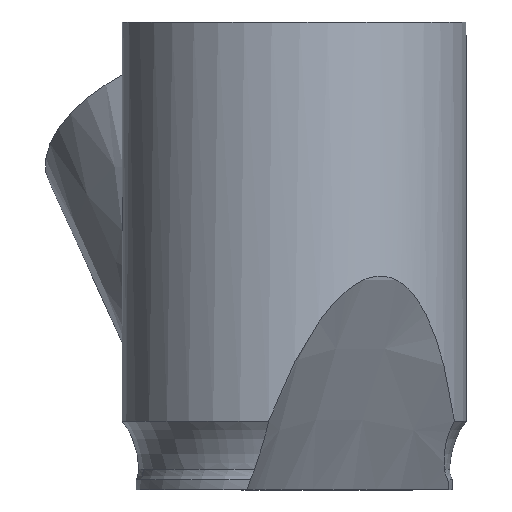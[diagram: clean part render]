
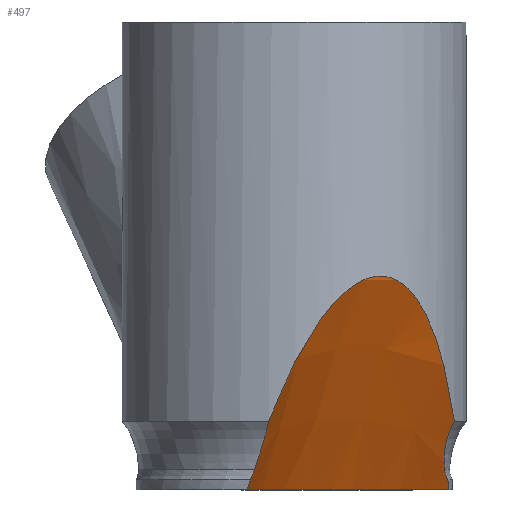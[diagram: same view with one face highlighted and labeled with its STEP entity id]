
A CAD part, left-side view. The second image highlights one B-rep face of the part: STEP entity #497.
In plain terms, the highlighted conical face has half-angle 4.456 degrees and reference radius 44.258 mm.
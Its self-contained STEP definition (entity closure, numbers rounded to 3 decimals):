
#56=CONICAL_SURFACE('',#547,44.257,0.078);
#72=FACE_OUTER_BOUND('',#101,.T.);
#101=EDGE_LOOP('',(#387,#388,#389,#390,#391,#392,#393,#394,#395));
#128=ELLIPSE('',#548,56.688,46.367);
#162=B_SPLINE_CURVE_WITH_KNOTS('',3,(#2164,#2165,#2166,#2167,#2168,#2169,
#2170,#2171,#2172,#2173,#2174,#2175,#2176,#2177,#2178,#2179),
 .UNSPECIFIED.,.F.,.F.,(4,2,2,2,2,2,2,4),(9.887,10.132,
10.377,10.867,11.764,12.66,14.439,
15.267),.UNSPECIFIED.);
#163=B_SPLINE_CURVE_WITH_KNOTS('',3,(#2181,#2182,#2183,#2184,#2185,#2186,
#2187,#2188,#2189,#2190,#2191,#2192,#2193,#2194,#2195,#2196),
 .UNSPECIFIED.,.F.,.F.,(4,2,2,2,2,2,2,4),(4.507,5.335,
7.114,8.01,8.907,9.397,9.642,
9.887),.UNSPECIFIED.);
#164=B_SPLINE_CURVE_WITH_KNOTS('',3,(#2198,#2199,#2200,#2201,#2202,#2203,
#2204,#2205),.UNSPECIFIED.,.F.,.F.,(4,2,2,4),(-2.251,-1.579,
-0.913,-0.665),.UNSPECIFIED.);
#165=B_SPLINE_CURVE_WITH_KNOTS('',3,(#2207,#2208,#2209,#2210,#2211,#2212),
 .UNSPECIFIED.,.F.,.F.,(4,2,4),(-0.329,-0.278,0.),
 .UNSPECIFIED.);
#166=B_SPLINE_CURVE_WITH_KNOTS('',3,(#2214,#2215,#2216,#2217),
 .UNSPECIFIED.,.F.,.F.,(4,4),(3.99,4.283),
 .UNSPECIFIED.);
#167=B_SPLINE_CURVE_WITH_KNOTS('',3,(#2221,#2222,#2223,#2224),
 .UNSPECIFIED.,.F.,.F.,(4,4),(1.917,2.209),
 .UNSPECIFIED.);
#168=B_SPLINE_CURVE_WITH_KNOTS('',3,(#2226,#2227,#2228,#2229,#2230,#2231,
#2232,#2233),.UNSPECIFIED.,.F.,.F.,(4,2,2,4),(-2.088,-1.926,
-1.765,-1.76),.UNSPECIFIED.);
#169=B_SPLINE_CURVE_WITH_KNOTS('',3,(#2234,#2235,#2236,#2237,#2238,#2239),
 .UNSPECIFIED.,.F.,.F.,(4,2,4),(-1.503,-1.026,0.),
 .UNSPECIFIED.);
#211=VERTEX_POINT('',#2162);
#212=VERTEX_POINT('',#2163);
#213=VERTEX_POINT('',#2180);
#214=VERTEX_POINT('',#2197);
#215=VERTEX_POINT('',#2206);
#216=VERTEX_POINT('',#2213);
#217=VERTEX_POINT('',#2218);
#218=VERTEX_POINT('',#2220);
#219=VERTEX_POINT('',#2225);
#277=EDGE_CURVE('',#211,#212,#162,.T.);
#278=EDGE_CURVE('',#213,#211,#163,.T.);
#279=EDGE_CURVE('',#214,#213,#164,.T.);
#280=EDGE_CURVE('',#215,#214,#165,.T.);
#281=EDGE_CURVE('',#216,#215,#166,.T.);
#282=EDGE_CURVE('',#217,#216,#128,.T.);
#283=EDGE_CURVE('',#218,#217,#167,.T.);
#284=EDGE_CURVE('',#219,#218,#168,.T.);
#285=EDGE_CURVE('',#212,#219,#169,.T.);
#387=ORIENTED_EDGE('',*,*,#277,.F.);
#388=ORIENTED_EDGE('',*,*,#278,.F.);
#389=ORIENTED_EDGE('',*,*,#279,.F.);
#390=ORIENTED_EDGE('',*,*,#280,.F.);
#391=ORIENTED_EDGE('',*,*,#281,.F.);
#392=ORIENTED_EDGE('',*,*,#282,.F.);
#393=ORIENTED_EDGE('',*,*,#283,.F.);
#394=ORIENTED_EDGE('',*,*,#284,.F.);
#395=ORIENTED_EDGE('',*,*,#285,.F.);
#497=ADVANCED_FACE('',(#72),#56,.F.);
#547=AXIS2_PLACEMENT_3D('',#2161,#622,#623);
#548=AXIS2_PLACEMENT_3D('',#2219,#624,#625);
#622=DIRECTION('center_axis',(-0.497,-0.287,0.819));
#623=DIRECTION('ref_axis',(0.709,0.41,0.574));
#624=DIRECTION('center_axis',(0.,0.,1.));
#625=DIRECTION('ref_axis',(-0.866,-0.5,0.));
#2161=CARTESIAN_POINT('Origin',(-44.981,-25.97,-21.45));
#2162=CARTESIAN_POINT('',(-43.301,-25.,62.085));
#2163=CARTESIAN_POINT('',(-18.288,-46.535,20.));
#2164=CARTESIAN_POINT('Ctrl Pts',(-43.301,-25.,62.085));
#2165=CARTESIAN_POINT('Ctrl Pts',(-42.893,-25.707,62.085));
#2166=CARTESIAN_POINT('Ctrl Pts',(-42.453,-26.428,62.01));
#2167=CARTESIAN_POINT('Ctrl Pts',(-41.536,-27.847,61.698));
#2168=CARTESIAN_POINT('Ctrl Pts',(-41.059,-28.545,61.462));
#2169=CARTESIAN_POINT('Ctrl Pts',(-39.617,-30.549,60.552));
#2170=CARTESIAN_POINT('Ctrl Pts',(-38.639,-31.762,59.666));
#2171=CARTESIAN_POINT('Ctrl Pts',(-36.16,-34.619,57.009));
#2172=CARTESIAN_POINT('Ctrl Pts',(-34.517,-36.233,54.725));
#2173=CARTESIAN_POINT('Ctrl Pts',(-31.399,-38.967,49.729));
#2174=CARTESIAN_POINT('Ctrl Pts',(-29.922,-40.089,47.019));
#2175=CARTESIAN_POINT('Ctrl Pts',(-26.074,-42.777,39.437));
#2176=CARTESIAN_POINT('Ctrl Pts',(-23.662,-44.119,33.939));
#2177=CARTESIAN_POINT('Ctrl Pts',(-20.319,-45.7,25.508));
#2178=CARTESIAN_POINT('Ctrl Pts',(-19.287,-46.143,22.773));
#2179=CARTESIAN_POINT('Ctrl Pts',(-18.288,-46.535,20.));
#2180=CARTESIAN_POINT('',(-49.445,7.43,20.));
#2181=CARTESIAN_POINT('Ctrl Pts',(-49.445,7.43,20.));
#2182=CARTESIAN_POINT('Ctrl Pts',(-49.604,6.368,22.773));
#2183=CARTESIAN_POINT('Ctrl Pts',(-49.737,5.253,25.508));
#2184=CARTESIAN_POINT('Ctrl Pts',(-50.039,1.567,33.939));
#2185=CARTESIAN_POINT('Ctrl Pts',(-50.083,-1.192,39.437));
#2186=CARTESIAN_POINT('Ctrl Pts',(-49.679,-5.869,47.019));
#2187=CARTESIAN_POINT('Ctrl Pts',(-49.446,-7.709,49.729));
#2188=CARTESIAN_POINT('Ctrl Pts',(-48.638,-11.776,54.725));
#2189=CARTESIAN_POINT('Ctrl Pts',(-48.061,-14.006,57.009));
#2190=CARTESIAN_POINT('Ctrl Pts',(-46.826,-17.581,59.666));
#2191=CARTESIAN_POINT('Ctrl Pts',(-46.264,-19.034,60.552));
#2192=CARTESIAN_POINT('Ctrl Pts',(-45.251,-21.285,61.462));
#2193=CARTESIAN_POINT('Ctrl Pts',(-44.884,-22.048,61.698));
#2194=CARTESIAN_POINT('Ctrl Pts',(-44.114,-23.551,62.01));
#2195=CARTESIAN_POINT('Ctrl Pts',(-43.71,-24.293,62.085));
#2196=CARTESIAN_POINT('Ctrl Pts',(-43.301,-25.,62.085));
#2197=CARTESIAN_POINT('',(-43.76,11.515,6.));
#2198=CARTESIAN_POINT('Ctrl Pts',(-43.76,11.515,6.));
#2199=CARTESIAN_POINT('Ctrl Pts',(-43.955,10.773,8.106));
#2200=CARTESIAN_POINT('Ctrl Pts',(-44.423,10.058,10.215));
#2201=CARTESIAN_POINT('Ctrl Pts',(-45.85,8.81,14.26));
#2202=CARTESIAN_POINT('Ctrl Pts',(-46.808,8.272,16.21));
#2203=CARTESIAN_POINT('Ctrl Pts',(-48.458,7.694,18.711));
#2204=CARTESIAN_POINT('Ctrl Pts',(-48.936,7.554,19.368));
#2205=CARTESIAN_POINT('Ctrl Pts',(-49.445,7.43,20.));
#2206=CARTESIAN_POINT('',(-44.22,12.673,3.));
#2207=CARTESIAN_POINT('Ctrl Pts',(-44.22,12.673,3.));
#2208=CARTESIAN_POINT('Ctrl Pts',(-44.158,12.614,3.143));
#2209=CARTESIAN_POINT('Ctrl Pts',(-44.101,12.553,3.289));
#2210=CARTESIAN_POINT('Ctrl Pts',(-43.772,12.159,4.254));
#2211=CARTESIAN_POINT('Ctrl Pts',(-43.68,11.821,5.129));
#2212=CARTESIAN_POINT('Ctrl Pts',(-43.76,11.515,6.));
#2213=CARTESIAN_POINT('',(-43.93,13.644,0.));
#2214=CARTESIAN_POINT('Ctrl Pts',(-43.93,13.644,0.));
#2215=CARTESIAN_POINT('Ctrl Pts',(-44.029,13.326,1.005));
#2216=CARTESIAN_POINT('Ctrl Pts',(-44.126,13.002,2.005));
#2217=CARTESIAN_POINT('Ctrl Pts',(-44.22,12.673,3.));
#2218=CARTESIAN_POINT('',(-10.149,-44.867,0.));
#2219=CARTESIAN_POINT('Origin',(-60.667,-35.026,0.));
#2220=CARTESIAN_POINT('',(-11.135,-44.632,3.));
#2221=CARTESIAN_POINT('Ctrl Pts',(-11.135,-44.632,3.));
#2222=CARTESIAN_POINT('Ctrl Pts',(-10.803,-44.715,2.005));
#2223=CARTESIAN_POINT('Ctrl Pts',(-10.474,-44.793,1.005));
#2224=CARTESIAN_POINT('Ctrl Pts',(-10.149,-44.867,0.));
#2225=CARTESIAN_POINT('',(-11.908,-43.655,6.));
#2226=CARTESIAN_POINT('Ctrl Pts',(-11.908,-43.655,6.));
#2227=CARTESIAN_POINT('Ctrl Pts',(-11.73,-43.704,5.491));
#2228=CARTESIAN_POINT('Ctrl Pts',(-11.571,-43.809,4.981));
#2229=CARTESIAN_POINT('Ctrl Pts',(-11.311,-44.128,3.988));
#2230=CARTESIAN_POINT('Ctrl Pts',(-11.209,-44.34,3.507));
#2231=CARTESIAN_POINT('Ctrl Pts',(-11.139,-44.613,3.032));
#2232=CARTESIAN_POINT('Ctrl Pts',(-11.137,-44.623,3.016));
#2233=CARTESIAN_POINT('Ctrl Pts',(-11.135,-44.632,3.));
#2234=CARTESIAN_POINT('Ctrl Pts',(-18.288,-46.535,20.));
#2235=CARTESIAN_POINT('Ctrl Pts',(-17.531,-45.742,18.676));
#2236=CARTESIAN_POINT('Ctrl Pts',(-16.784,-45.108,17.259));
#2237=CARTESIAN_POINT('Ctrl Pts',(-14.48,-43.605,12.583));
#2238=CARTESIAN_POINT('Ctrl Pts',(-13.036,-43.347,9.214));
#2239=CARTESIAN_POINT('Ctrl Pts',(-11.908,-43.655,6.));
